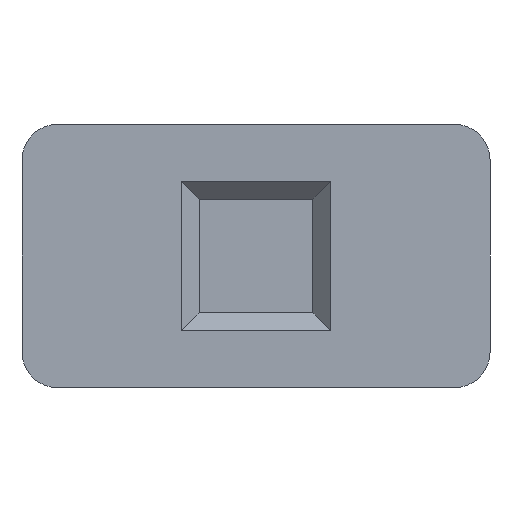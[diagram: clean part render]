
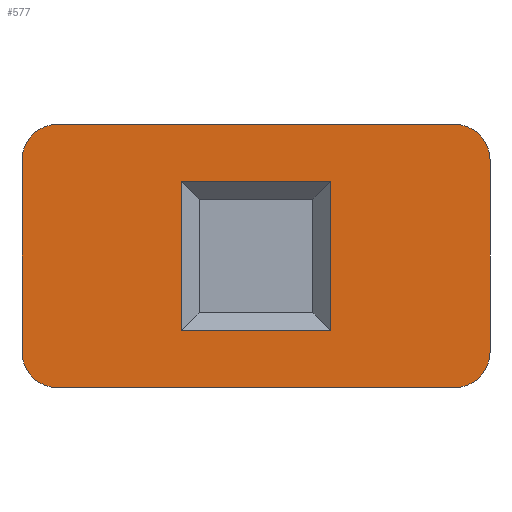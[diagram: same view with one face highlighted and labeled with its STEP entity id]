
A CAD part, front view. The second image highlights one B-rep face of the part: STEP entity #577.
In plain terms, the highlighted planar face has unit normal (0, -1, 0).
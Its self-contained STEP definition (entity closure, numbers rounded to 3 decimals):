
#31=FACE_BOUND('',#104,.T.);
#33=CIRCLE('',#628,1.);
#34=CIRCLE('',#629,1.);
#35=CIRCLE('',#630,1.);
#36=CIRCLE('',#631,1.);
#67=FACE_OUTER_BOUND('',#103,.T.);
#103=EDGE_LOOP('',(#407,#408,#409,#410,#411,#412,#413,#414));
#104=EDGE_LOOP('',(#415,#416,#417,#418));
#135=LINE('',#875,#191);
#139=LINE('',#883,#195);
#142=LINE('',#889,#198);
#146=LINE('',#895,#202);
#152=LINE('',#911,#208);
#153=LINE('',#915,#209);
#154=LINE('',#919,#210);
#155=LINE('',#922,#211);
#191=VECTOR('',#689,10.);
#195=VECTOR('',#695,10.);
#198=VECTOR('',#700,10.);
#202=VECTOR('',#706,10.);
#208=VECTOR('',#720,10.);
#209=VECTOR('',#723,10.);
#210=VECTOR('',#726,10.);
#211=VECTOR('',#729,10.);
#247=VERTEX_POINT('',#873);
#248=VERTEX_POINT('',#874);
#251=VERTEX_POINT('',#882);
#253=VERTEX_POINT('',#888);
#258=VERTEX_POINT('',#907);
#259=VERTEX_POINT('',#908);
#260=VERTEX_POINT('',#910);
#261=VERTEX_POINT('',#912);
#262=VERTEX_POINT('',#914);
#263=VERTEX_POINT('',#916);
#264=VERTEX_POINT('',#918);
#265=VERTEX_POINT('',#920);
#299=EDGE_CURVE('',#247,#248,#135,.T.);
#303=EDGE_CURVE('',#248,#251,#139,.T.);
#306=EDGE_CURVE('',#251,#253,#142,.T.);
#310=EDGE_CURVE('',#253,#247,#146,.T.);
#316=EDGE_CURVE('',#258,#259,#33,.T.);
#317=EDGE_CURVE('',#258,#260,#152,.T.);
#318=EDGE_CURVE('',#261,#260,#34,.T.);
#319=EDGE_CURVE('',#261,#262,#153,.T.);
#320=EDGE_CURVE('',#263,#262,#35,.T.);
#321=EDGE_CURVE('',#263,#264,#154,.T.);
#322=EDGE_CURVE('',#265,#264,#36,.T.);
#323=EDGE_CURVE('',#265,#259,#155,.T.);
#407=ORIENTED_EDGE('',*,*,#316,.F.);
#408=ORIENTED_EDGE('',*,*,#317,.T.);
#409=ORIENTED_EDGE('',*,*,#318,.F.);
#410=ORIENTED_EDGE('',*,*,#319,.T.);
#411=ORIENTED_EDGE('',*,*,#320,.F.);
#412=ORIENTED_EDGE('',*,*,#321,.T.);
#413=ORIENTED_EDGE('',*,*,#322,.F.);
#414=ORIENTED_EDGE('',*,*,#323,.T.);
#415=ORIENTED_EDGE('',*,*,#299,.F.);
#416=ORIENTED_EDGE('',*,*,#310,.F.);
#417=ORIENTED_EDGE('',*,*,#306,.F.);
#418=ORIENTED_EDGE('',*,*,#303,.F.);
#557=PLANE('',#627);
#577=ADVANCED_FACE('',(#67,#31),#557,.T.);
#627=AXIS2_PLACEMENT_3D('',#906,#716,#717);
#628=AXIS2_PLACEMENT_3D('',#909,#718,#719);
#629=AXIS2_PLACEMENT_3D('',#913,#721,#722);
#630=AXIS2_PLACEMENT_3D('',#917,#724,#725);
#631=AXIS2_PLACEMENT_3D('',#921,#727,#728);
#689=DIRECTION('',(0.,0.,-1.));
#695=DIRECTION('',(1.,0.,0.));
#700=DIRECTION('',(0.,0.,1.));
#706=DIRECTION('',(-1.,0.,0.));
#716=DIRECTION('center_axis',(0.,-1.,0.));
#717=DIRECTION('ref_axis',(0.,0.,-1.));
#718=DIRECTION('center_axis',(0.,1.,0.));
#719=DIRECTION('ref_axis',(-0.707,0.,-0.707));
#720=DIRECTION('',(1.,0.,0.));
#721=DIRECTION('center_axis',(0.,1.,0.));
#722=DIRECTION('ref_axis',(0.707,0.,-0.707));
#723=DIRECTION('',(0.,0.,1.));
#724=DIRECTION('center_axis',(0.,1.,0.));
#725=DIRECTION('ref_axis',(0.707,0.,0.707));
#726=DIRECTION('',(-1.,0.,0.));
#727=DIRECTION('center_axis',(0.,1.,0.));
#728=DIRECTION('ref_axis',(-0.707,0.,0.707));
#729=DIRECTION('',(0.,0.,-1.));
#873=CARTESIAN_POINT('',(-2.1,-1.,2.1));
#874=CARTESIAN_POINT('',(-2.1,-1.,-2.1));
#875=CARTESIAN_POINT('',(-2.1,-1.,-0.8));
#882=CARTESIAN_POINT('',(2.1,-1.,-2.1));
#883=CARTESIAN_POINT('',(0.8,-1.,-2.1));
#888=CARTESIAN_POINT('',(2.1,-1.,2.1));
#889=CARTESIAN_POINT('',(2.1,-1.,0.8));
#895=CARTESIAN_POINT('',(-0.8,-1.,2.1));
#906=CARTESIAN_POINT('Origin',(0.,-1.,0.));
#907=CARTESIAN_POINT('',(-5.575,-1.,-3.7));
#908=CARTESIAN_POINT('',(-6.575,-1.,-2.7));
#909=CARTESIAN_POINT('Origin',(-5.575,-1.,-2.7));
#910=CARTESIAN_POINT('',(5.575,-1.,-3.7));
#911=CARTESIAN_POINT('',(6.575,-1.,-3.7));
#912=CARTESIAN_POINT('',(6.575,-1.,-2.7));
#913=CARTESIAN_POINT('Origin',(5.575,-1.,-2.7));
#914=CARTESIAN_POINT('',(6.575,-1.,2.7));
#915=CARTESIAN_POINT('',(6.575,-1.,3.7));
#916=CARTESIAN_POINT('',(5.575,-1.,3.7));
#917=CARTESIAN_POINT('Origin',(5.575,-1.,2.7));
#918=CARTESIAN_POINT('',(-5.575,-1.,3.7));
#919=CARTESIAN_POINT('',(-6.575,-1.,3.7));
#920=CARTESIAN_POINT('',(-6.575,-1.,2.7));
#921=CARTESIAN_POINT('Origin',(-5.575,-1.,2.7));
#922=CARTESIAN_POINT('',(-6.575,-1.,-3.7));
